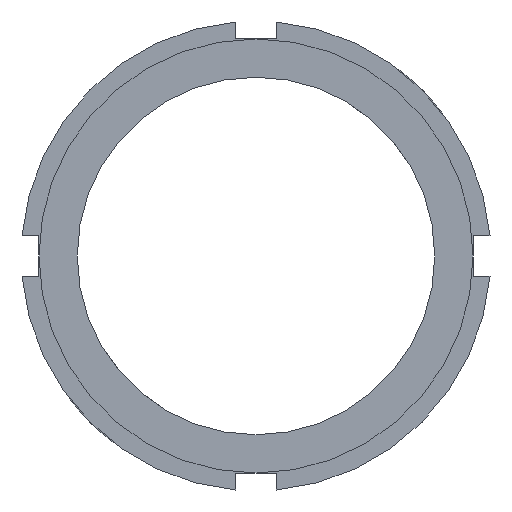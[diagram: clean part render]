
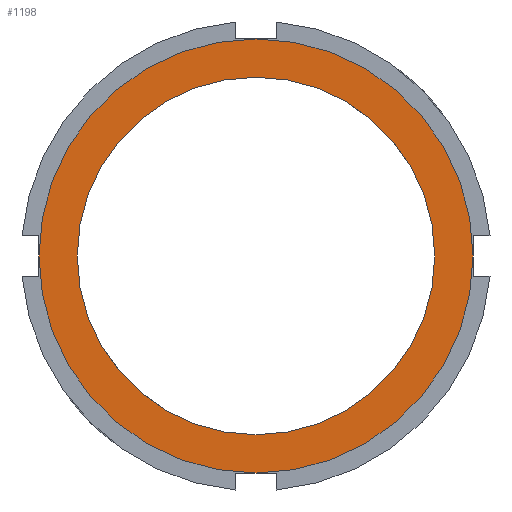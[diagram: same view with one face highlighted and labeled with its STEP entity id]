
A CAD part, left-side view. The second image highlights one B-rep face of the part: STEP entity #1198.
In plain terms, the highlighted planar face has unit normal (-1, 0, 0).
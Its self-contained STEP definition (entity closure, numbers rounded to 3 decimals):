
#1171=CARTESIAN_POINT('',(0.,38.75,0.0));
#1172=DIRECTION('',(-1.0,0.0,0.0));
#1173=DIRECTION('',(0.0,0.0,1.0));
#1174=AXIS2_PLACEMENT_3D('',#1171,#1172,#1173);
#1175=PLANE('',#1174);
#1176=CARTESIAN_POINT('',(0.,42.5,0.0));
#1177=VERTEX_POINT('',#1176);
#1178=CARTESIAN_POINT('',(0.,0.0,0.0));
#1179=DIRECTION('',(1.0,0.0,0.0));
#1180=DIRECTION('',(0.0,1.0,0.0));
#1181=AXIS2_PLACEMENT_3D('',#1178,#1179,#1180);
#1182=CIRCLE('',#1181,42.5);
#1183=EDGE_CURVE('',#1177,#1177,#1182,.T.);
#1184=ORIENTED_EDGE('',*,*,#1183,.F.);
#1185=EDGE_LOOP('',(#1184));
#1186=FACE_OUTER_BOUND('',#1185,.T.);
#1187=CARTESIAN_POINT('',(0.,35.0,0.0));
#1188=VERTEX_POINT('',#1187);
#1189=CARTESIAN_POINT('',(0.,0.0,0.0));
#1190=DIRECTION('',(1.0,0.0,0.0));
#1191=DIRECTION('',(0.0,1.0,0.0));
#1192=AXIS2_PLACEMENT_3D('',#1189,#1190,#1191);
#1193=CIRCLE('',#1192,35.0);
#1194=EDGE_CURVE('',#1188,#1188,#1193,.T.);
#1195=ORIENTED_EDGE('',*,*,#1194,.T.);
#1196=EDGE_LOOP('',(#1195));
#1197=FACE_BOUND('',#1196,.T.);
#1198=ADVANCED_FACE('',(#1186,#1197),#1175,.T.);
